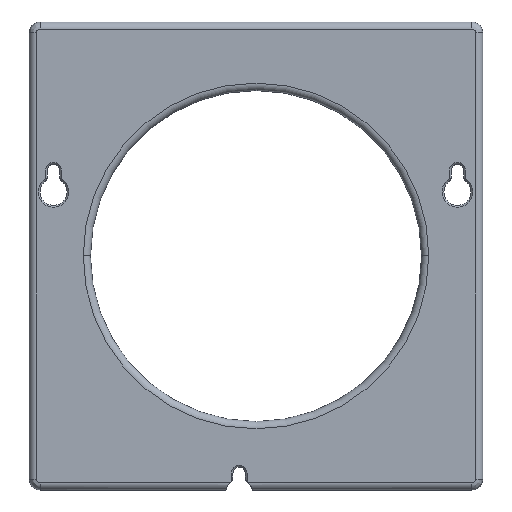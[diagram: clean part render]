
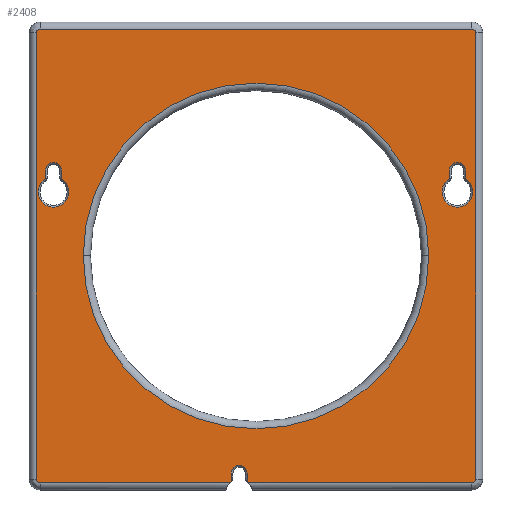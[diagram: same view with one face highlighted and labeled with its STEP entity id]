
A CAD part, top view. The second image highlights one B-rep face of the part: STEP entity #2408.
In plain terms, the highlighted planar face has unit normal (0, 0, 1).
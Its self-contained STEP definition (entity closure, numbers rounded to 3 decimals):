
#322=DIRECTION('',(0.,1.,0.));
#323=VECTOR('',#322,2.364);
#324=CARTESIAN_POINT('',(155.6,173.436,-194.5));
#325=LINE('',#324,#323);
#330=DIRECTION('',(0.,-1.,0.));
#331=VECTOR('',#330,2.364);
#332=CARTESIAN_POINT('',(160.,175.8,-194.5));
#333=LINE('',#332,#331);
#337=CARTESIAN_POINT('',(157.8,175.8,-194.5));
#338=DIRECTION('',(0.,0.,-1.));
#339=DIRECTION('',(-1.,0.,0.));
#340=AXIS2_PLACEMENT_3D('',#337,#338,#339);
#345=DIRECTION('',(0.,1.,0.));
#346=VECTOR('',#345,2.364);
#347=CARTESIAN_POINT('',(43.4,173.436,-194.5));
#348=LINE('',#347,#346);
#352=DIRECTION('',(0.,-1.,0.));
#353=VECTOR('',#352,2.364);
#354=CARTESIAN_POINT('',(47.8,175.8,-194.5));
#355=LINE('',#354,#353);
#359=CARTESIAN_POINT('',(45.6,175.8,-194.5));
#360=DIRECTION('',(0.,0.,-1.));
#361=DIRECTION('',(-1.,0.,0.));
#362=AXIS2_PLACEMENT_3D('',#359,#360,#361);
#367=CARTESIAN_POINT('',(101.849,152.,-194.5));
#368=DIRECTION('',(0.,0.,-1.));
#369=DIRECTION('',(1.,0.,0.));
#370=AXIS2_PLACEMENT_3D('',#367,#368,#369);
#375=CARTESIAN_POINT('',(101.849,152.,-194.5));
#376=DIRECTION('',(0.,0.,-1.));
#377=DIRECTION('',(-1.,0.,0.));
#378=AXIS2_PLACEMENT_3D('',#375,#376,#377);
#383=DIRECTION('',(1.,0.,0.));
#384=VECTOR('',#383,52.864);
#385=CARTESIAN_POINT('',(41.849,89.,-194.5));
#386=LINE('',#385,#384);
#390=CARTESIAN_POINT('',(41.849,90.,-194.5));
#391=DIRECTION('',(0.,0.,1.));
#392=DIRECTION('',(-1.,0.,0.));
#393=AXIS2_PLACEMENT_3D('',#390,#391,#392);
#398=DIRECTION('',(0.,-1.,0.));
#399=VECTOR('',#398,124.);
#400=CARTESIAN_POINT('',(40.849,214.,-194.5));
#401=LINE('',#400,#399);
#405=CARTESIAN_POINT('',(41.849,214.,-194.5));
#406=DIRECTION('',(0.,0.,1.));
#407=DIRECTION('',(0.,1.,0.));
#408=AXIS2_PLACEMENT_3D('',#405,#406,#407);
#413=DIRECTION('',(-1.,0.,0.));
#414=VECTOR('',#413,120.);
#415=CARTESIAN_POINT('',(161.849,215.,-194.5));
#416=LINE('',#415,#414);
#420=CARTESIAN_POINT('',(161.849,214.,-194.5));
#421=DIRECTION('',(0.,0.,1.));
#422=DIRECTION('',(1.,0.,0.));
#423=AXIS2_PLACEMENT_3D('',#420,#421,#422);
#428=DIRECTION('',(0.,1.,0.));
#429=VECTOR('',#428,124.);
#430=CARTESIAN_POINT('',(162.849,90.,-194.5));
#431=LINE('',#430,#429);
#435=CARTESIAN_POINT('',(161.849,90.,-194.5));
#436=DIRECTION('',(0.,0.,1.));
#437=DIRECTION('',(0.,-1.,0.));
#438=AXIS2_PLACEMENT_3D('',#435,#436,#437);
#443=DIRECTION('',(1.,0.,0.));
#444=VECTOR('',#443,62.262);
#445=CARTESIAN_POINT('',(99.587,89.,-194.5));
#446=LINE('',#445,#444);
#450=CARTESIAN_POINT('',(97.15,86.15,-194.5));
#451=DIRECTION('',(0.,0.,-1.));
#452=DIRECTION('',(0.643,0.765,0.));
#453=AXIS2_PLACEMENT_3D('',#450,#451,#452);
#458=CARTESIAN_POINT('',(100.85,90.551,-194.5));
#459=DIRECTION('',(0.,0.,1.));
#460=DIRECTION('',(-0.75,-0.661,0.));
#461=AXIS2_PLACEMENT_3D('',#458,#459,#460);
#466=DIRECTION('',(0.,-1.,0.));
#467=VECTOR('',#466,2.421);
#468=CARTESIAN_POINT('',(99.35,91.65,-194.5));
#469=LINE('',#468,#467);
#473=CARTESIAN_POINT('',(97.15,91.65,-194.5));
#474=DIRECTION('',(0.,0.,-1.));
#475=DIRECTION('',(-1.,0.,0.));
#476=AXIS2_PLACEMENT_3D('',#473,#474,#475);
#481=DIRECTION('',(0.,1.,0.));
#482=VECTOR('',#481,2.421);
#483=CARTESIAN_POINT('',(94.95,89.229,-194.5));
#484=LINE('',#483,#482);
#488=CARTESIAN_POINT('',(93.45,90.551,-194.5));
#489=DIRECTION('',(0.,0.,1.));
#490=DIRECTION('',(0.643,-0.765,0.));
#491=AXIS2_PLACEMENT_3D('',#488,#489,#490);
#496=CARTESIAN_POINT('',(97.15,86.15,-194.5));
#497=DIRECTION('',(0.,0.,-1.));
#498=DIRECTION('',(-0.65,0.76,0.));
#499=AXIS2_PLACEMENT_3D('',#496,#497,#498);
#837=CARTESIAN_POINT('',(45.6,169.8,-194.5));
#838=DIRECTION('',(0.,0.,-1.));
#839=DIRECTION('',(0.518,0.856,0.));
#840=AXIS2_PLACEMENT_3D('',#837,#838,#839);
#1388=CARTESIAN_POINT('',(157.8,169.8,-194.5));
#1389=DIRECTION('',(0.,0.,-1.));
#1390=DIRECTION('',(0.518,0.856,0.));
#1391=AXIS2_PLACEMENT_3D('',#1388,#1389,#1390);
#1677=CARTESIAN_POINT('',(99.587,89.,-194.5));
#1682=CARTESIAN_POINT('',(94.713,89.,-194.5));
#1794=CARTESIAN_POINT('',(99.35,89.229,-194.5));
#2135=CARTESIAN_POINT('',(155.6,173.436,-194.5));
#2136=CARTESIAN_POINT('',(155.6,175.8,-194.5));
#2137=VERTEX_POINT('',#2135);
#2138=VERTEX_POINT('',#2136);
#2139=CARTESIAN_POINT('',(160.,175.8,-194.5));
#2140=VERTEX_POINT('',#2139);
#2145=CARTESIAN_POINT('',(160.,173.436,-194.5));
#2146=VERTEX_POINT('',#2145);
#2147=CARTESIAN_POINT('',(43.4,173.436,-194.5));
#2148=CARTESIAN_POINT('',(43.4,175.8,-194.5));
#2149=VERTEX_POINT('',#2147);
#2150=VERTEX_POINT('',#2148);
#2151=CARTESIAN_POINT('',(47.8,175.8,-194.5));
#2152=VERTEX_POINT('',#2151);
#2157=CARTESIAN_POINT('',(47.8,173.436,-194.5));
#2158=VERTEX_POINT('',#2157);
#2159=CARTESIAN_POINT('',(94.95,91.65,-194.5));
#2160=CARTESIAN_POINT('',(99.35,91.65,-194.5));
#2161=VERTEX_POINT('',#2159);
#2162=VERTEX_POINT('',#2160);
#2213=VERTEX_POINT('',#1794);
#2214=CARTESIAN_POINT('',(99.563,89.02,-194.5));
#2215=VERTEX_POINT('',#2214);
#2222=CARTESIAN_POINT('',(94.737,89.02,-194.5));
#2224=VERTEX_POINT('',#2222);
#2226=CARTESIAN_POINT('',(94.95,89.229,-194.5));
#2227=VERTEX_POINT('',#2226);
#2317=CARTESIAN_POINT('',(149.849,152.,-194.5));
#2318=CARTESIAN_POINT('',(53.849,152.,-194.5));
#2319=VERTEX_POINT('',#2317);
#2320=VERTEX_POINT('',#2318);
#2325=VERTEX_POINT('',#1682);
#2326=CARTESIAN_POINT('',(41.849,89.,-194.5));
#2327=VERTEX_POINT('',#2326);
#2328=CARTESIAN_POINT('',(40.849,90.,-194.5));
#2329=VERTEX_POINT('',#2328);
#2330=CARTESIAN_POINT('',(40.849,214.,-194.5));
#2331=VERTEX_POINT('',#2330);
#2332=CARTESIAN_POINT('',(41.849,215.,-194.5));
#2333=VERTEX_POINT('',#2332);
#2334=CARTESIAN_POINT('',(161.849,215.,-194.5));
#2335=VERTEX_POINT('',#2334);
#2336=CARTESIAN_POINT('',(162.849,214.,-194.5));
#2337=VERTEX_POINT('',#2336);
#2338=CARTESIAN_POINT('',(162.849,90.,-194.5));
#2339=VERTEX_POINT('',#2338);
#2340=CARTESIAN_POINT('',(161.849,89.,-194.5));
#2341=VERTEX_POINT('',#2340);
#2342=VERTEX_POINT('',#1677);
#2343=CARTESIAN_POINT('',(0.,0.,-194.5));
#2344=DIRECTION('',(0.,0.,-1.));
#2345=DIRECTION('',(-1.,0.,0.));
#2346=AXIS2_PLACEMENT_3D('',#2343,#2344,#2345);
#2347=PLANE('',#2346);
#2349=ORIENTED_EDGE('',*,*,#2348,.F.);
#2351=ORIENTED_EDGE('',*,*,#2350,.F.);
#2353=ORIENTED_EDGE('',*,*,#2352,.F.);
#2355=ORIENTED_EDGE('',*,*,#2354,.F.);
#2357=ORIENTED_EDGE('',*,*,#2356,.F.);
#2359=ORIENTED_EDGE('',*,*,#2358,.F.);
#2361=ORIENTED_EDGE('',*,*,#2360,.F.);
#2363=ORIENTED_EDGE('',*,*,#2362,.F.);
#2365=ORIENTED_EDGE('',*,*,#2364,.F.);
#2367=ORIENTED_EDGE('',*,*,#2366,.F.);
#2369=ORIENTED_EDGE('',*,*,#2368,.F.);
#2371=ORIENTED_EDGE('',*,*,#2370,.F.);
#2373=ORIENTED_EDGE('',*,*,#2372,.F.);
#2375=ORIENTED_EDGE('',*,*,#2374,.F.);
#2377=ORIENTED_EDGE('',*,*,#2376,.F.);
#2379=ORIENTED_EDGE('',*,*,#2378,.F.);
#2380=EDGE_LOOP('',(#2349,#2351,#2353,#2355,#2357,#2359,#2361,#2363,#2365,#2367,
#2369,#2371,#2373,#2375,#2377,#2379));
#2381=FACE_OUTER_BOUND('',#2380,.F.);
#2383=ORIENTED_EDGE('',*,*,#2382,.F.);
#2385=ORIENTED_EDGE('',*,*,#2384,.F.);
#2387=ORIENTED_EDGE('',*,*,#2386,.F.);
#2389=ORIENTED_EDGE('',*,*,#2388,.F.);
#2390=EDGE_LOOP('',(#2383,#2385,#2387,#2389));
#2391=FACE_BOUND('',#2390,.F.);
#2393=ORIENTED_EDGE('',*,*,#2392,.F.);
#2395=ORIENTED_EDGE('',*,*,#2394,.F.);
#2396=EDGE_LOOP('',(#2393,#2395));
#2397=FACE_BOUND('',#2396,.F.);
#2399=ORIENTED_EDGE('',*,*,#2398,.F.);
#2401=ORIENTED_EDGE('',*,*,#2400,.F.);
#2403=ORIENTED_EDGE('',*,*,#2402,.F.);
#2405=ORIENTED_EDGE('',*,*,#2404,.F.);
#2406=EDGE_LOOP('',(#2399,#2401,#2403,#2405));
#2407=FACE_BOUND('',#2406,.F.);
#2408=ADVANCED_FACE('',(#2381,#2391,#2397,#2407),#2347,.F.);
#341=CIRCLE('',#340,2.2);
#363=CIRCLE('',#362,2.2);
#371=CIRCLE('',#370,48.);
#379=CIRCLE('',#378,48.);
#394=CIRCLE('',#393,1.);
#409=CIRCLE('',#408,1.);
#424=CIRCLE('',#423,1.);
#439=CIRCLE('',#438,1.);
#454=CIRCLE('',#453,3.75);
#462=CIRCLE('',#461,2.);
#477=CIRCLE('',#476,2.2);
#492=CIRCLE('',#491,2.);
#500=CIRCLE('',#499,3.75);
#841=CIRCLE('',#840,4.25);
#1392=CIRCLE('',#1391,4.25);
#2348=EDGE_CURVE('',#2327,#2325,#386,.T.);
#2350=EDGE_CURVE('',#2329,#2327,#394,.T.);
#2352=EDGE_CURVE('',#2331,#2329,#401,.T.);
#2354=EDGE_CURVE('',#2333,#2331,#409,.T.);
#2356=EDGE_CURVE('',#2335,#2333,#416,.T.);
#2358=EDGE_CURVE('',#2337,#2335,#424,.T.);
#2360=EDGE_CURVE('',#2339,#2337,#431,.T.);
#2362=EDGE_CURVE('',#2341,#2339,#439,.T.);
#2364=EDGE_CURVE('',#2342,#2341,#446,.T.);
#2366=EDGE_CURVE('',#2215,#2342,#454,.T.);
#2368=EDGE_CURVE('',#2213,#2215,#462,.T.);
#2370=EDGE_CURVE('',#2162,#2213,#469,.T.);
#2372=EDGE_CURVE('',#2161,#2162,#477,.T.);
#2374=EDGE_CURVE('',#2227,#2161,#484,.T.);
#2376=EDGE_CURVE('',#2224,#2227,#492,.T.);
#2378=EDGE_CURVE('',#2325,#2224,#500,.T.);
#2382=EDGE_CURVE('',#2149,#2150,#348,.T.);
#2384=EDGE_CURVE('',#2158,#2149,#841,.T.);
#2386=EDGE_CURVE('',#2152,#2158,#355,.T.);
#2388=EDGE_CURVE('',#2150,#2152,#363,.T.);
#2392=EDGE_CURVE('',#2319,#2320,#371,.T.);
#2394=EDGE_CURVE('',#2320,#2319,#379,.T.);
#2398=EDGE_CURVE('',#2137,#2138,#325,.T.);
#2400=EDGE_CURVE('',#2146,#2137,#1392,.T.);
#2402=EDGE_CURVE('',#2140,#2146,#333,.T.);
#2404=EDGE_CURVE('',#2138,#2140,#341,.T.);
